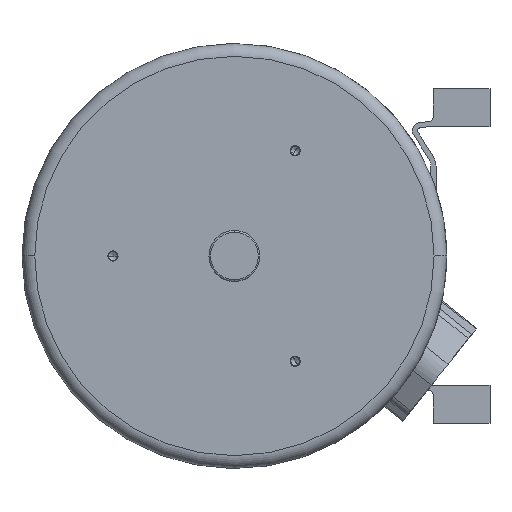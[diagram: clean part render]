
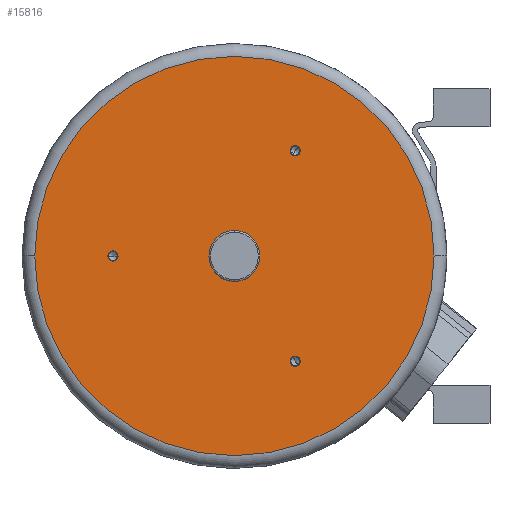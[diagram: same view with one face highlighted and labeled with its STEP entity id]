
A CAD part, left-side view. The second image highlights one B-rep face of the part: STEP entity #15816.
In plain terms, the highlighted planar face has unit normal (-1, 0, 0).
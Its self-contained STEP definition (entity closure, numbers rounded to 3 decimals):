
#315=CARTESIAN_POINT('',(-253.,143.,0.));
#316=DIRECTION('',(-1.,0.,0.));
#317=DIRECTION('',(0.,1.,0.));
#318=AXIS2_PLACEMENT_3D('',#315,#316,#317);
#320=CARTESIAN_POINT('',(-253.,143.,0.));
#321=DIRECTION('',(-1.,0.,0.));
#322=DIRECTION('',(0.,-1.,0.));
#323=AXIS2_PLACEMENT_3D('',#320,#321,#322);
#325=CARTESIAN_POINT('',(-253.,-71.5,123.842));
#326=DIRECTION('',(-1.,0.,0.));
#327=DIRECTION('',(0.,-0.5,0.866));
#328=AXIS2_PLACEMENT_3D('',#325,#326,#327);
#330=CARTESIAN_POINT('',(-253.,-71.5,123.842));
#331=DIRECTION('',(-1.,0.,0.));
#332=DIRECTION('',(0.,0.5,-0.866));
#333=AXIS2_PLACEMENT_3D('',#330,#331,#332);
#335=CARTESIAN_POINT('',(-253.,-71.5,-123.842));
#336=DIRECTION('',(-1.,0.,0.));
#337=DIRECTION('',(0.,-0.5,-0.866));
#338=AXIS2_PLACEMENT_3D('',#335,#336,#337);
#340=CARTESIAN_POINT('',(-253.,-71.5,-123.842));
#341=DIRECTION('',(-1.,0.,0.));
#342=DIRECTION('',(0.,0.5,0.866));
#343=AXIS2_PLACEMENT_3D('',#340,#341,#342);
#345=CARTESIAN_POINT('',(-253.,0.,0.));
#346=DIRECTION('',(-1.,0.,0.));
#347=DIRECTION('',(0.,0.,1.));
#348=AXIS2_PLACEMENT_3D('',#345,#346,#347);
#350=CARTESIAN_POINT('',(-253.,0.,0.));
#351=DIRECTION('',(-1.,0.,0.));
#352=DIRECTION('',(0.,0.,-1.));
#353=AXIS2_PLACEMENT_3D('',#350,#351,#352);
#355=CARTESIAN_POINT('',(-253.,0.,0.));
#356=DIRECTION('',(-1.,0.,0.));
#357=DIRECTION('',(0.,-1.,0.));
#358=AXIS2_PLACEMENT_3D('',#355,#356,#357);
#360=CARTESIAN_POINT('',(-253.,0.,0.));
#361=DIRECTION('',(-1.,0.,0.));
#362=DIRECTION('',(0.,1.,0.));
#363=AXIS2_PLACEMENT_3D('',#360,#361,#362);
#13047=CARTESIAN_POINT('',(-253.,148.1,0.));
#13048=CARTESIAN_POINT('',(-253.,137.9,0.));
#13049=VERTEX_POINT('',#13047);
#13050=VERTEX_POINT('',#13048);
#13057=CARTESIAN_POINT('',(-253.,-74.05,128.258));
#13058=CARTESIAN_POINT('',(-253.,-68.95,119.425));
#13059=VERTEX_POINT('',#13057);
#13060=VERTEX_POINT('',#13058);
#13067=CARTESIAN_POINT('',(-253.,-74.05,-128.258));
#13068=CARTESIAN_POINT('',(-253.,-68.95,-119.425));
#13069=VERTEX_POINT('',#13067);
#13070=VERTEX_POINT('',#13068);
#13089=CARTESIAN_POINT('',(-253.,0.,30.));
#13090=CARTESIAN_POINT('',(-253.,0.,-30.));
#13091=VERTEX_POINT('',#13089);
#13092=VERTEX_POINT('',#13090);
#15235=CARTESIAN_POINT('',(-253.,-235.,0.));
#15236=CARTESIAN_POINT('',(-253.,235.,0.));
#15237=VERTEX_POINT('',#15235);
#15238=VERTEX_POINT('',#15236);
#15781=CARTESIAN_POINT('',(-253.,0.,0.));
#15782=DIRECTION('',(1.,0.,0.));
#15783=DIRECTION('',(0.,-1.,0.));
#15784=AXIS2_PLACEMENT_3D('',#15781,#15782,#15783);
#15785=PLANE('',#15784);
#15787=ORIENTED_EDGE('',*,*,#15786,.F.);
#15789=ORIENTED_EDGE('',*,*,#15788,.F.);
#15790=EDGE_LOOP('',(#15787,#15789));
#15791=FACE_OUTER_BOUND('',#15790,.F.);
#15793=ORIENTED_EDGE('',*,*,#15792,.T.);
#15795=ORIENTED_EDGE('',*,*,#15794,.T.);
#15796=EDGE_LOOP('',(#15793,#15795));
#15797=FACE_BOUND('',#15796,.F.);
#15799=ORIENTED_EDGE('',*,*,#15798,.T.);
#15801=ORIENTED_EDGE('',*,*,#15800,.T.);
#15802=EDGE_LOOP('',(#15799,#15801));
#15803=FACE_BOUND('',#15802,.F.);
#15805=ORIENTED_EDGE('',*,*,#15804,.T.);
#15807=ORIENTED_EDGE('',*,*,#15806,.T.);
#15808=EDGE_LOOP('',(#15805,#15807));
#15809=FACE_BOUND('',#15808,.F.);
#15811=ORIENTED_EDGE('',*,*,#15810,.T.);
#15813=ORIENTED_EDGE('',*,*,#15812,.T.);
#15814=EDGE_LOOP('',(#15811,#15813));
#15815=FACE_BOUND('',#15814,.F.);
#15816=ADVANCED_FACE('',(#15791,#15797,#15803,#15809,#15815),#15785,.F.);
#319=CIRCLE('',#318,5.1);
#324=CIRCLE('',#323,5.1);
#329=CIRCLE('',#328,5.1);
#334=CIRCLE('',#333,5.1);
#339=CIRCLE('',#338,5.1);
#344=CIRCLE('',#343,5.1);
#349=CIRCLE('',#348,30.);
#354=CIRCLE('',#353,30.);
#359=CIRCLE('',#358,235.);
#364=CIRCLE('',#363,235.);
#15786=EDGE_CURVE('',#15237,#15238,#359,.T.);
#15788=EDGE_CURVE('',#15238,#15237,#364,.T.);
#15792=EDGE_CURVE('',#13049,#13050,#319,.T.);
#15794=EDGE_CURVE('',#13050,#13049,#324,.T.);
#15798=EDGE_CURVE('',#13059,#13060,#329,.T.);
#15800=EDGE_CURVE('',#13060,#13059,#334,.T.);
#15804=EDGE_CURVE('',#13069,#13070,#339,.T.);
#15806=EDGE_CURVE('',#13070,#13069,#344,.T.);
#15810=EDGE_CURVE('',#13091,#13092,#349,.T.);
#15812=EDGE_CURVE('',#13092,#13091,#354,.T.);
